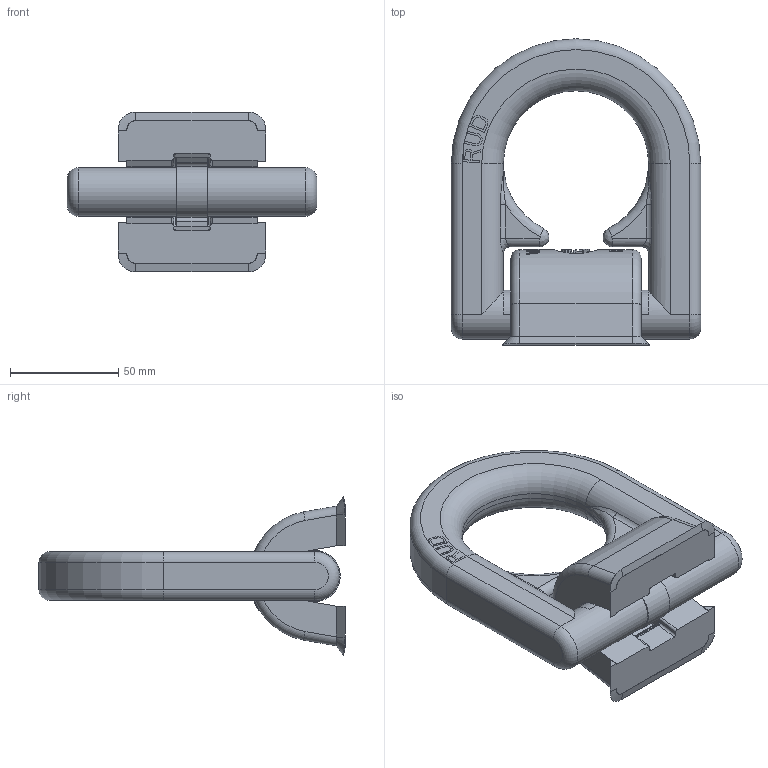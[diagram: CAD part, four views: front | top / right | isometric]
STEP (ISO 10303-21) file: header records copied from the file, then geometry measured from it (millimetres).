
FILE_DESCRIPTION((''),'2;1');
FILE_NAME('001-M32120-P-1_ASM','2005-09-21T',('jakubetz'),(''),'PRO/ENGINEER BY PARAMETRIC TECHNOLOGY CORPORATION, 2001400','PRO/ENGINEER BY PARAMETRIC TECHNOLOGY CORPORATION, 2001400','');
FILE_SCHEMA(('CONFIG_CONTROL_DESIGN'));
Length unit declared in the file: millimetre
Products named in the file (4): 001-M32120-P-1; 001-M32120-P-2; 001-M31405-P-1; 001-M32120-P-1_ASM
Assembly tree (3 placements, depth 2):
  001-M32120-P-1_ASM
    001-M32120-P-1
    001-M32120-P-2
    001-M31405-P-1
Bounding box: 115 x 141.25 x 73.72 mm (x, y, z)
Volume: 276318 mm3; surface area: 52686.2 mm2
Topology: 3 solids, 3 shells, 544 faces, 1453 edges, 928 vertices
Faces by surface type: plane 407, cylinder 77, bspline 32, torus 24, sphere 4
Entity records: 18812 total; most frequent: CARTESIAN_POINT 5910, ORIENTED_EDGE 2906, DIRECTION 2306, EDGE_CURVE 1453, VERTEX_POINT 928, VECTOR 794, LINE 794, AXIS2_PLACEMENT_3D 756
